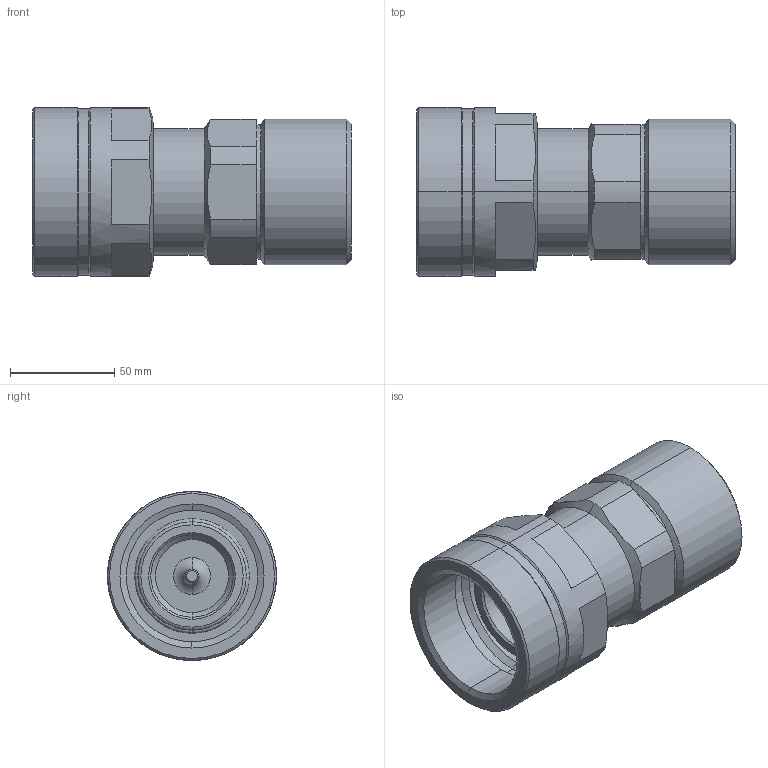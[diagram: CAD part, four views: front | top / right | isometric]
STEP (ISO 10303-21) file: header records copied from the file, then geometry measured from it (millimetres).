
FILE_DESCRIPTION (( 'STEP AP214' ), '1' );
FILE_NAME ('BH30.1106_IC_JV.STEP', '2016-10-12T12:36:22', ( '' ), ( '' ), 'SwSTEP 2.0', 'SolidWorks 2016', '' );
FILE_SCHEMA (( 'AUTOMOTIVE_DESIGN' ));
Length unit declared in the file: millimetre
Products named in the file (1): BH30.1106_IC_JV
Bounding box: 153 x 81.21 x 81.21 mm (x, y, z)
Volume: 430253.2 mm3; surface area: 66510.5 mm2
Topology: 1 solids, 1 shells, 126 faces, 281 edges, 166 vertices
Faces by surface type: cylinder 47, plane 35, cone 32, torus 12
Entity records: 3591 total; most frequent: CARTESIAN_POINT 698, DIRECTION 659, ORIENTED_EDGE 562, EDGE_CURVE 281, AXIS2_PLACEMENT_3D 275, VERTEX_POINT 166, CIRCLE 148, EDGE_LOOP 135
